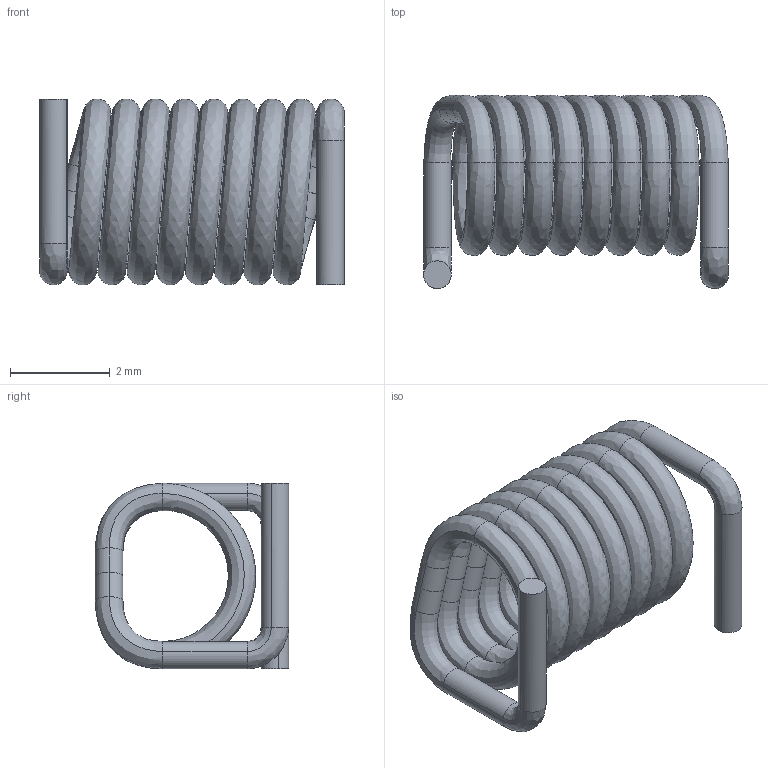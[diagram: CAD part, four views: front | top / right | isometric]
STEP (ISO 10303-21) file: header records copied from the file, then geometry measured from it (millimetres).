
FILE_DESCRIPTION (( 'STEP AP214' ), '1' );
FILE_NAME ('Coilcraft-1515SQ-82N.STEP', '2018-12-18T18:38:27', ( '' ), ( '' ), 'SwSTEP 2.0', 'SolidWorks 2018', '' );
FILE_SCHEMA (( 'AUTOMOTIVE_DESIGN' ));
Length unit declared in the file: inch
Products named in the file (1): Coilcraft-1515SQ-82N
Bounding box: 6.1 x 3.87 x 3.72 mm (x, y, z)
Volume: 22.1 mm3; surface area: 164.7 mm2
Topology: 10 solids, 10 shells, 120 faces, 220 edges, 120 vertices
Faces by surface type: bspline 80, cylinder 20, plane 20
Entity records: 8047 total; most frequent: CARTESIAN_POINT 4357, ORIENTED_EDGE 440, DIRECTION 366, EDGE_CURVE 220, AXIS2_PLACEMENT_3D 161, UNCERTAINTY_MEASURE_WITH_UNIT 132, DIMENSIONAL_EXPONENTS 132, LENGTH_MEASURE_WITH_UNIT 132
